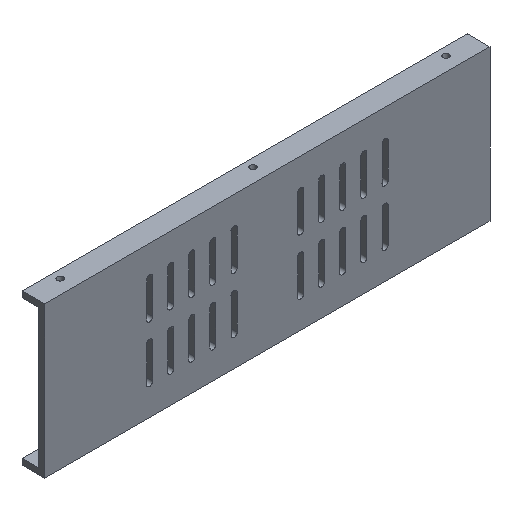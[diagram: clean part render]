
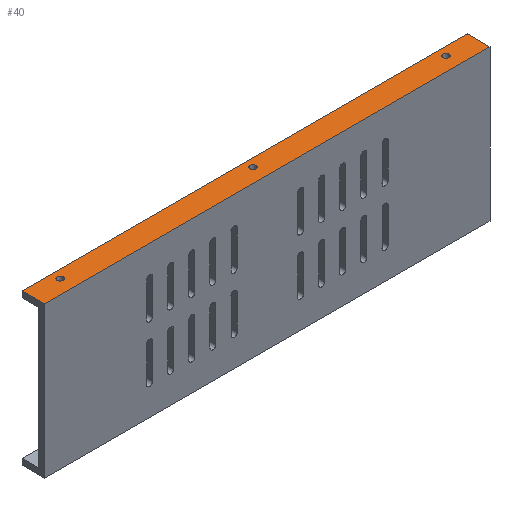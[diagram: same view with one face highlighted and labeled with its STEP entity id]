
A CAD part, isometric view. The second image highlights one B-rep face of the part: STEP entity #40.
In plain terms, the highlighted free-form (B-spline) face has degree [1, 1] with [2, 2] control points.
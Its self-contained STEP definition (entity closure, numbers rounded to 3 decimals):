
#40=ADVANCED_FACE($,(#154,#122,#123,#124),#1022,.T.);
#122=FACE_BOUND($,#263,.T.);
#123=FACE_BOUND($,#264,.T.);
#124=FACE_BOUND($,#265,.T.);
#154=FACE_OUTER_BOUND($,#262,.T.);
#262=EDGE_LOOP($,(#508,#509,#510,#511));
#263=EDGE_LOOP($,(#512,#513));
#264=EDGE_LOOP($,(#514,#515));
#265=EDGE_LOOP($,(#516,#517));
#508=ORIENTED_EDGE($,*,*,#745,.T.);
#509=ORIENTED_EDGE($,*,*,#675,.F.);
#510=ORIENTED_EDGE($,*,*,#744,.F.);
#511=ORIENTED_EDGE($,*,*,#742,.F.);
#512=ORIENTED_EDGE($,*,*,#750,.T.);
#513=ORIENTED_EDGE($,*,*,#827,.T.);
#514=ORIENTED_EDGE($,*,*,#756,.T.);
#515=ORIENTED_EDGE($,*,*,#833,.T.);
#516=ORIENTED_EDGE($,*,*,#762,.T.);
#517=ORIENTED_EDGE($,*,*,#839,.T.);
#675=EDGE_CURVE($,#847,#851,#1141,.T.);
#742=EDGE_CURVE($,#896,#892,#1168,.T.);
#744=EDGE_CURVE($,#892,#847,#1170,.T.);
#745=EDGE_CURVE($,#896,#851,#1171,.T.);
#750=EDGE_CURVE($,#902,#952,#1068,.T.);
#756=EDGE_CURVE($,#906,#956,#1072,.T.);
#762=EDGE_CURVE($,#910,#960,#1076,.T.);
#827=EDGE_CURVE($,#952,#902,#1118,.T.);
#833=EDGE_CURVE($,#956,#906,#1122,.T.);
#839=EDGE_CURVE($,#960,#910,#1126,.T.);
#847=VERTEX_POINT($,#3111);
#851=VERTEX_POINT($,#3115);
#892=VERTEX_POINT($,#3156);
#896=VERTEX_POINT($,#3160);
#902=VERTEX_POINT($,#3166);
#906=VERTEX_POINT($,#3170);
#910=VERTEX_POINT($,#3174);
#952=VERTEX_POINT($,#3216);
#956=VERTEX_POINT($,#3220);
#960=VERTEX_POINT($,#3224);
#1022=B_SPLINE_SURFACE_WITH_KNOTS($,1,1,((#2692,#2693),(#2694,#2695)),.UNSPECIFIED.,
.F.,.F.,.F.,(2,2),(2,2),(512.77,527.77),(380.589,
675.589),.UNSPECIFIED.);
#1068=(
BOUNDED_CURVE()
B_SPLINE_CURVE(2,(#1814,#1815,#1816,#1817,#1818),.UNSPECIFIED.,.F.,.F.)
B_SPLINE_CURVE_WITH_KNOTS((3,2,3),(-12.563,-9.422,-6.281),
.UNSPECIFIED.)
CURVE()
GEOMETRIC_REPRESENTATION_ITEM()
RATIONAL_B_SPLINE_CURVE((1.,0.707,1.,0.707,1.))
REPRESENTATION_ITEM($)
);
#1072=(
BOUNDED_CURVE()
B_SPLINE_CURVE(2,(#1838,#1839,#1840,#1841,#1842),.UNSPECIFIED.,.F.,.F.)
B_SPLINE_CURVE_WITH_KNOTS((3,2,3),(-12.563,-9.422,-6.281),
.UNSPECIFIED.)
CURVE()
GEOMETRIC_REPRESENTATION_ITEM()
RATIONAL_B_SPLINE_CURVE((1.,0.707,1.,0.707,1.))
REPRESENTATION_ITEM($)
);
#1076=(
BOUNDED_CURVE()
B_SPLINE_CURVE(2,(#1862,#1863,#1864,#1865,#1866),.UNSPECIFIED.,.F.,.F.)
B_SPLINE_CURVE_WITH_KNOTS((3,2,3),(-12.563,-9.422,-6.281),
.UNSPECIFIED.)
CURVE()
GEOMETRIC_REPRESENTATION_ITEM()
RATIONAL_B_SPLINE_CURVE((1.,0.707,1.,0.707,1.))
REPRESENTATION_ITEM($)
);
#1118=(
BOUNDED_CURVE()
B_SPLINE_CURVE(2,(#2318,#2319,#2320,#2321,#2322),.UNSPECIFIED.,.F.,.F.)
B_SPLINE_CURVE_WITH_KNOTS((3,2,3),(-6.281,-3.141,0.),
.UNSPECIFIED.)
CURVE()
GEOMETRIC_REPRESENTATION_ITEM()
RATIONAL_B_SPLINE_CURVE((1.,0.707,1.,0.707,1.))
REPRESENTATION_ITEM($)
);
#1122=(
BOUNDED_CURVE()
B_SPLINE_CURVE(2,(#2342,#2343,#2344,#2345,#2346),.UNSPECIFIED.,.F.,.F.)
B_SPLINE_CURVE_WITH_KNOTS((3,2,3),(-6.281,-3.141,0.),
.UNSPECIFIED.)
CURVE()
GEOMETRIC_REPRESENTATION_ITEM()
RATIONAL_B_SPLINE_CURVE((1.,0.707,1.,0.707,1.))
REPRESENTATION_ITEM($)
);
#1126=(
BOUNDED_CURVE()
B_SPLINE_CURVE(2,(#2366,#2367,#2368,#2369,#2370),.UNSPECIFIED.,.F.,.F.)
B_SPLINE_CURVE_WITH_KNOTS((3,2,3),(-6.281,-3.141,0.),
.UNSPECIFIED.)
CURVE()
GEOMETRIC_REPRESENTATION_ITEM()
RATIONAL_B_SPLINE_CURVE((1.,0.707,1.,0.707,1.))
REPRESENTATION_ITEM($)
);
#1141=B_SPLINE_CURVE_WITH_KNOTS($,1,(#1322,#1323),.UNSPECIFIED.,.F.,.F.,
(2,2),(0.,295.),.UNSPECIFIED.);
#1168=B_SPLINE_CURVE_WITH_KNOTS($,3,(#1788,#1789,#1790,#1791),.UNSPECIFIED.,
.F.,.F.,(4,4),(0.,295.),.UNSPECIFIED.);
#1170=B_SPLINE_CURVE_WITH_KNOTS($,1,(#1796,#1797),.UNSPECIFIED.,.F.,.F.,
(2,2),(15.,30.),.UNSPECIFIED.);
#1171=B_SPLINE_CURVE_WITH_KNOTS($,1,(#1798,#1799),.UNSPECIFIED.,.F.,.F.,
(2,2),(15.,30.),.UNSPECIFIED.);
#1322=CARTESIAN_POINT($,(147.5,0.,100.));
#1323=CARTESIAN_POINT($,(-147.5,0.,100.));
#1788=CARTESIAN_POINT($,(-147.5,15.,100.));
#1789=CARTESIAN_POINT($,(-49.167,15.,100.));
#1790=CARTESIAN_POINT($,(49.167,15.,100.));
#1791=CARTESIAN_POINT($,(147.5,15.,100.));
#1796=CARTESIAN_POINT($,(147.5,15.,100.));
#1797=CARTESIAN_POINT($,(147.5,0.,100.));
#1798=CARTESIAN_POINT($,(-147.5,15.,100.));
#1799=CARTESIAN_POINT($,(-147.5,0.,100.));
#1814=CARTESIAN_POINT($,(129.787,9.393,100.));
#1815=CARTESIAN_POINT($,(129.787,7.393,100.));
#1816=CARTESIAN_POINT($,(127.787,7.393,100.));
#1817=CARTESIAN_POINT($,(125.787,7.393,100.));
#1818=CARTESIAN_POINT($,(125.787,9.393,100.));
#1838=CARTESIAN_POINT($,(2.002,9.393,100.));
#1839=CARTESIAN_POINT($,(2.002,7.393,100.));
#1840=CARTESIAN_POINT($,(0.002,7.393,100.));
#1841=CARTESIAN_POINT($,(-1.998,7.393,100.));
#1842=CARTESIAN_POINT($,(-1.998,9.393,100.));
#1862=CARTESIAN_POINT($,(-125.788,9.393,100.));
#1863=CARTESIAN_POINT($,(-125.788,7.393,100.));
#1864=CARTESIAN_POINT($,(-127.788,7.393,100.));
#1865=CARTESIAN_POINT($,(-129.788,7.393,100.));
#1866=CARTESIAN_POINT($,(-129.788,9.393,100.));
#2318=CARTESIAN_POINT($,(125.787,9.393,100.));
#2319=CARTESIAN_POINT($,(125.787,11.393,100.));
#2320=CARTESIAN_POINT($,(127.787,11.393,100.));
#2321=CARTESIAN_POINT($,(129.787,11.393,100.));
#2322=CARTESIAN_POINT($,(129.787,9.393,100.));
#2342=CARTESIAN_POINT($,(-1.998,9.393,100.));
#2343=CARTESIAN_POINT($,(-1.998,11.393,100.));
#2344=CARTESIAN_POINT($,(0.002,11.393,100.));
#2345=CARTESIAN_POINT($,(2.002,11.393,100.));
#2346=CARTESIAN_POINT($,(2.002,9.393,100.));
#2366=CARTESIAN_POINT($,(-129.788,9.393,100.));
#2367=CARTESIAN_POINT($,(-129.788,11.393,100.));
#2368=CARTESIAN_POINT($,(-127.788,11.393,100.));
#2369=CARTESIAN_POINT($,(-125.788,11.393,100.));
#2370=CARTESIAN_POINT($,(-125.788,9.393,100.));
#2692=CARTESIAN_POINT($,(147.5,0.,100.));
#2693=CARTESIAN_POINT($,(-147.5,0.,100.));
#2694=CARTESIAN_POINT($,(147.5,15.,100.));
#2695=CARTESIAN_POINT($,(-147.5,15.,100.));
#3111=CARTESIAN_POINT($,(147.5,0.,100.));
#3115=CARTESIAN_POINT($,(-147.5,0.,100.));
#3156=CARTESIAN_POINT($,(147.5,15.,100.));
#3160=CARTESIAN_POINT($,(-147.5,15.,100.));
#3166=CARTESIAN_POINT($,(129.787,9.393,100.));
#3170=CARTESIAN_POINT($,(2.002,9.393,100.));
#3174=CARTESIAN_POINT($,(-125.788,9.393,100.));
#3216=CARTESIAN_POINT($,(125.787,9.393,100.));
#3220=CARTESIAN_POINT($,(-1.998,9.393,100.));
#3224=CARTESIAN_POINT($,(-129.788,9.393,100.));
